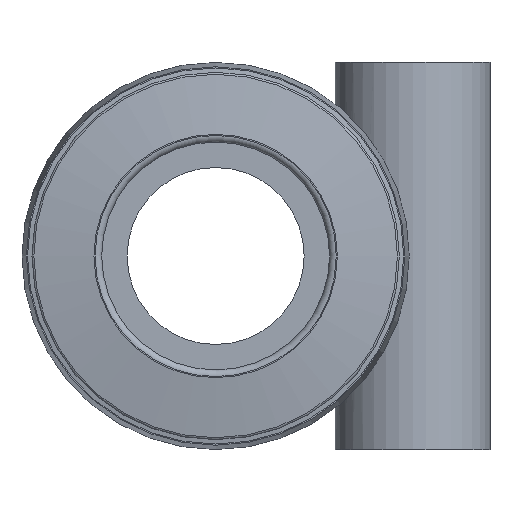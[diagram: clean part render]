
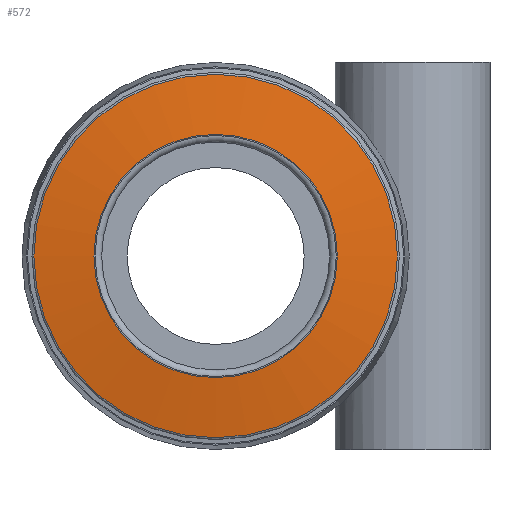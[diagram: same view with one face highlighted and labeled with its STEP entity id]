
A CAD part, front view. The second image highlights one B-rep face of the part: STEP entity #572.
In plain terms, the highlighted conical face has half-angle 81.87 degrees and reference radius 6.857 mm.
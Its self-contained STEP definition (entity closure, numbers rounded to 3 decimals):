
#538=CARTESIAN_POINT('',(-5.5,-21.75,0.0));
#539=VERTEX_POINT('',#538);
#540=CARTESIAN_POINT('',(0.,-21.75,0.0));
#541=DIRECTION('',(0.0,1.0,0.0));
#542=DIRECTION('',(-1.0,0.0,0.0));
#543=AXIS2_PLACEMENT_3D('',#540,#541,#542);
#544=CIRCLE('',#543,5.5);
#545=EDGE_CURVE('',#539,#539,#544,.T.);
#553=CARTESIAN_POINT('',(0.,-21.556,0.0));
#554=DIRECTION('',(0.,1.0,0.0));
#555=DIRECTION('',(-1.0,0.0,0.0));
#556=AXIS2_PLACEMENT_3D('',#553,#554,#555);
#557=CONICAL_SURFACE('',#556,6.857,81.87);
#558=CARTESIAN_POINT('',(-8.214,-21.362,0.0));
#559=VERTEX_POINT('',#558);
#560=CARTESIAN_POINT('',(0.,-21.362,0.0));
#561=DIRECTION('',(0.0,1.0,0.0));
#562=DIRECTION('',(-1.0,0.0,0.0));
#563=AXIS2_PLACEMENT_3D('',#560,#561,#562);
#564=CIRCLE('',#563,8.214);
#565=EDGE_CURVE('',#559,#559,#564,.T.);
#566=ORIENTED_EDGE('',*,*,#565,.F.);
#567=EDGE_LOOP('',(#566));
#568=FACE_OUTER_BOUND('',#567,.T.);
#569=ORIENTED_EDGE('',*,*,#545,.T.);
#570=EDGE_LOOP('',(#569));
#571=FACE_BOUND('',#570,.T.);
#572=ADVANCED_FACE('',(#568,#571),#557,.T.);
